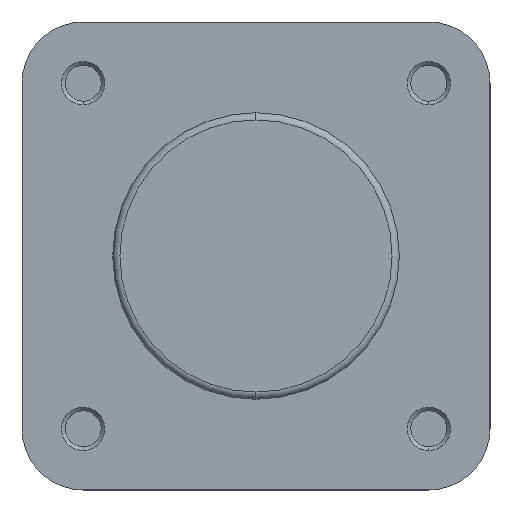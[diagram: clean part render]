
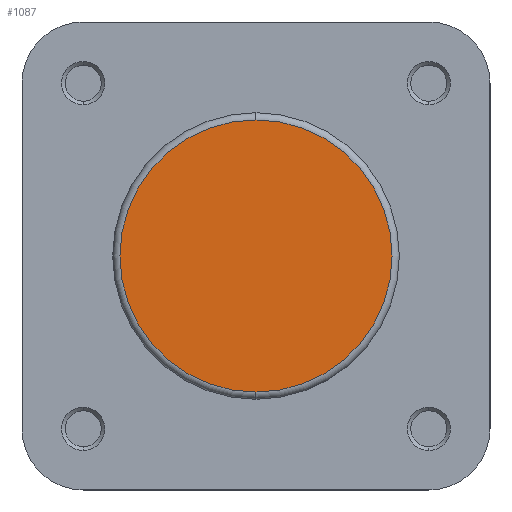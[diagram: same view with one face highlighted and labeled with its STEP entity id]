
A CAD part, left-side view. The second image highlights one B-rep face of the part: STEP entity #1087.
In plain terms, the highlighted planar face has unit normal (-1, 0, 0).
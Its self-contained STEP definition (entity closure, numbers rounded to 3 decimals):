
#39 = VERTEX_POINT ( 'NONE', #1253 ) ;
#65 = VERTEX_POINT ( 'NONE', #1227 ) ;
#256 = CIRCLE ( 'NONE', #4071, 18.9 ) ;
#386 = CIRCLE ( 'NONE', #4005, 18.9 ) ;
#707 = EDGE_LOOP ( 'NONE', ( #957, #956 ) ) ;
#956 = ORIENTED_EDGE ( 'NONE', *, *, #3721, .T. ) ;
#957 = ORIENTED_EDGE ( 'NONE', *, *, #3814, .T. ) ;
#1087 = ADVANCED_FACE ( 'NONE', ( #1655 ), #2395, .F. ) ;
#1227 = CARTESIAN_POINT ( 'NONE',  ( 21., 0., 18.9 ) ) ;
#1253 = CARTESIAN_POINT ( 'NONE',  ( 21., 0., -18.9 ) ) ;
#1655 = FACE_OUTER_BOUND ( 'NONE', #707, .T. ) ;
#2392 = DIRECTION ( 'NONE',  ( 0., 0., -1. ) ) ;
#2393 = DIRECTION ( 'NONE',  ( 1., 0., 0. ) ) ;
#2395 = PLANE ( 'NONE',  #3635 ) ;
#2396 = CARTESIAN_POINT ( 'NONE',  ( 21., 19.9, 0. ) ) ;
#2914 = DIRECTION ( 'NONE',  ( -1., 0., 0. ) ) ;
#2916 = DIRECTION ( 'NONE',  ( 0., 0., -1. ) ) ;
#3142 = CARTESIAN_POINT ( 'NONE',  ( 21., 0., 0. ) ) ;
#3279 = DIRECTION ( 'NONE',  ( -1., 0., 0. ) ) ;
#3302 = DIRECTION ( 'NONE',  ( 0., 0., -1. ) ) ;
#3511 = CARTESIAN_POINT ( 'NONE',  ( 21., 0., 0. ) ) ;
#3635 = AXIS2_PLACEMENT_3D ( 'NONE', #2396, #2393, #2392 ) ;
#3721 = EDGE_CURVE ( 'NONE', #65, #39, #256, .T. ) ;
#3814 = EDGE_CURVE ( 'NONE', #39, #65, #386, .T. ) ;
#4005 = AXIS2_PLACEMENT_3D ( 'NONE', #3142, #3279, #3302 ) ;
#4071 = AXIS2_PLACEMENT_3D ( 'NONE', #3511, #2914, #2916 ) ;
